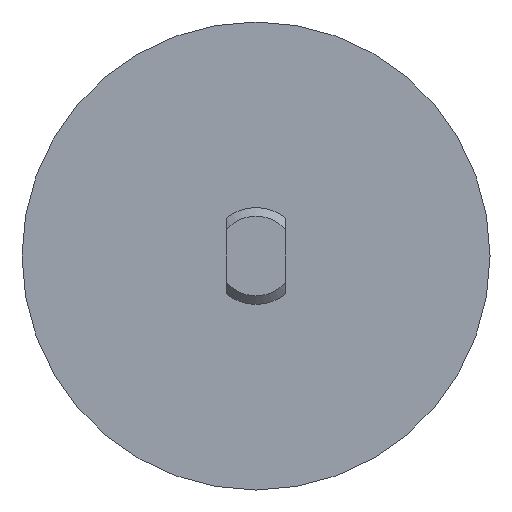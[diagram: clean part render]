
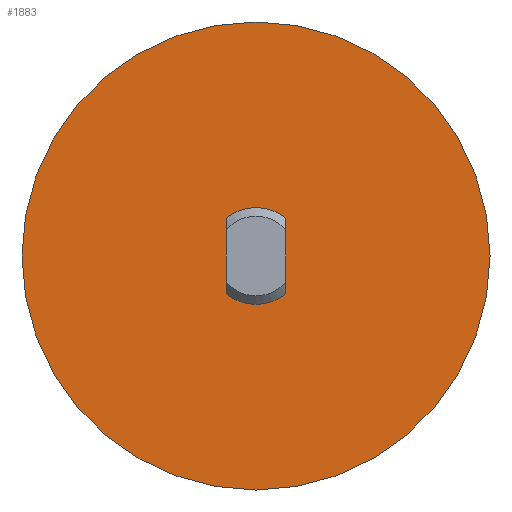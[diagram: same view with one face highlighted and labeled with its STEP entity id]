
A CAD part, front view. The second image highlights one B-rep face of the part: STEP entity #1883.
In plain terms, the highlighted planar face has unit normal (0, -1, 0).
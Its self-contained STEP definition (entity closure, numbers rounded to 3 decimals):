
#68=PLANE('',#2036);
#78=FACE_BOUND('',#684,.T.);
#108=LINE('',#3021,#205);
#129=LINE('',#3372,#226);
#205=VECTOR('',#2185,10.);
#226=VECTOR('',#2224,10.);
#557=FACE_OUTER_BOUND('',#683,.T.);
#683=EDGE_LOOP('',(#1751));
#684=EDGE_LOOP('',(#1752,#1753,#1754,#1755));
#750=CIRCLE('',#2012,60.5);
#756=CIRCLE('',#2025,12.5);
#762=CIRCLE('',#2035,12.5);
#819=VERTEX_POINT('',#3018);
#820=VERTEX_POINT('',#3020);
#847=VERTEX_POINT('',#3358);
#851=VERTEX_POINT('',#3370);
#932=VERTEX_POINT('',#4832);
#1020=EDGE_CURVE('',#820,#819,#108,.T.);
#1065=EDGE_CURVE('',#847,#851,#129,.T.);
#1195=EDGE_CURVE('',#932,#932,#750,.T.);
#1203=EDGE_CURVE('',#820,#851,#756,.T.);
#1209=EDGE_CURVE('',#847,#819,#762,.T.);
#1751=ORIENTED_EDGE('',*,*,#1195,.T.);
#1752=ORIENTED_EDGE('',*,*,#1209,.F.);
#1753=ORIENTED_EDGE('',*,*,#1065,.T.);
#1754=ORIENTED_EDGE('',*,*,#1203,.F.);
#1755=ORIENTED_EDGE('',*,*,#1020,.T.);
#1883=ADVANCED_FACE('',(#557,#78),#68,.F.);
#2012=AXIS2_PLACEMENT_3D('',#4834,#2359,#2360);
#2025=AXIS2_PLACEMENT_3D('',#4849,#2387,#2388);
#2035=AXIS2_PLACEMENT_3D('',#4859,#2407,#2408);
#2036=AXIS2_PLACEMENT_3D('',#4860,#2409,#2410);
#2185=DIRECTION('',(0.,0.,1.));
#2224=DIRECTION('',(0.,0.,-1.));
#2359=DIRECTION('center_axis',(0.,-1.,0.));
#2360=DIRECTION('ref_axis',(1.,0.,0.));
#2387=DIRECTION('center_axis',(0.,-1.,0.));
#2388=DIRECTION('ref_axis',(1.,0.,0.));
#2407=DIRECTION('center_axis',(0.,-1.,0.));
#2408=DIRECTION('ref_axis',(1.,0.,0.));
#2409=DIRECTION('center_axis',(0.,1.,0.));
#2410=DIRECTION('ref_axis',(0.,0.,1.));
#3018=CARTESIAN_POINT('',(-7.75,30.7,9.808));
#3020=CARTESIAN_POINT('',(-7.75,30.7,-9.808));
#3021=CARTESIAN_POINT('',(-7.75,30.7,0.));
#3358=CARTESIAN_POINT('',(7.75,30.7,9.808));
#3370=CARTESIAN_POINT('',(7.75,30.7,-9.808));
#3372=CARTESIAN_POINT('',(7.75,30.7,0.));
#4832=CARTESIAN_POINT('',(-60.5,30.7,0.));
#4834=CARTESIAN_POINT('Origin',(0.,30.7,0.));
#4849=CARTESIAN_POINT('Origin',(0.,30.7,0.));
#4859=CARTESIAN_POINT('Origin',(0.,30.7,0.));
#4860=CARTESIAN_POINT('Origin',(22.5,30.7,0.));
